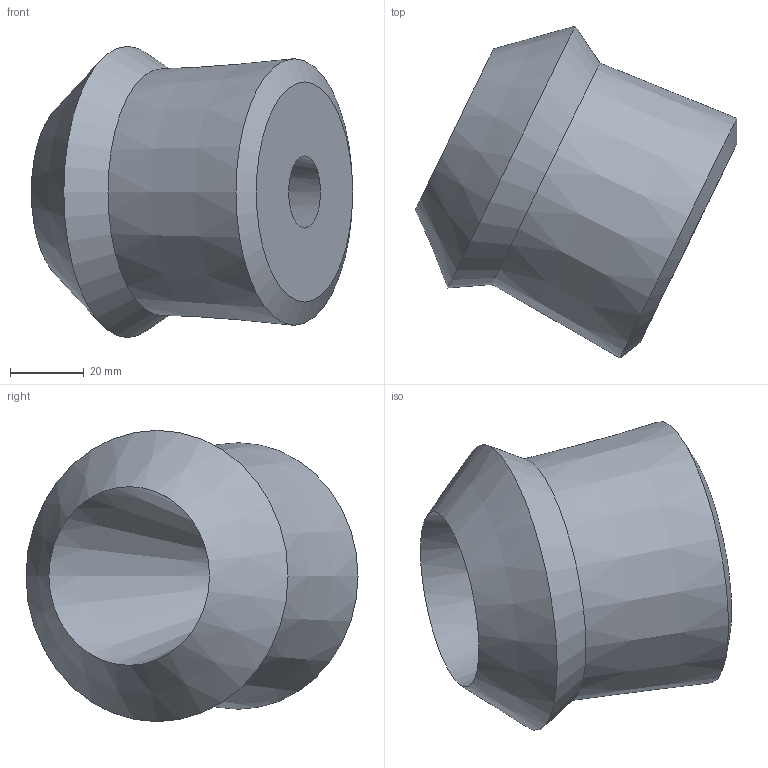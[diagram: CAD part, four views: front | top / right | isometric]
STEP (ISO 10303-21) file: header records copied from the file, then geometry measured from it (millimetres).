
FILE_DESCRIPTION(('FreeCAD Model'),'2;1');
FILE_NAME('Open CASCADE Shape Model','2022-08-05T15:30:33',(''),(''), 'Open CASCADE STEP processor 7.6','FreeCAD','Unknown');
FILE_SCHEMA(('AP242_MANAGED_MODEL_BASED_3D_ENGINEERING_MIM_LF. {1 0 10303 442 1 1 4 }'));
Length unit declared in the file: millimetre
Products named in the file (1): Revolution
Bounding box: 87.04 x 89.95 x 78.94 mm (x, y, z)
Volume: 193060 mm3; surface area: 27719.2 mm2
Topology: 1 solids, 1 shells, 6 faces, 12 edges, 6 vertices
Faces by surface type: cone 6
Entity records: 336 total; most frequent: DIRECTION 56, CARTESIAN_POINT 49, LINE 30, VECTOR 30, ORIENTED_EDGE 24, PCURVE 24, DEFINITIONAL_REPRESENTATION 24, AXIS2_PLACEMENT_3D 13
